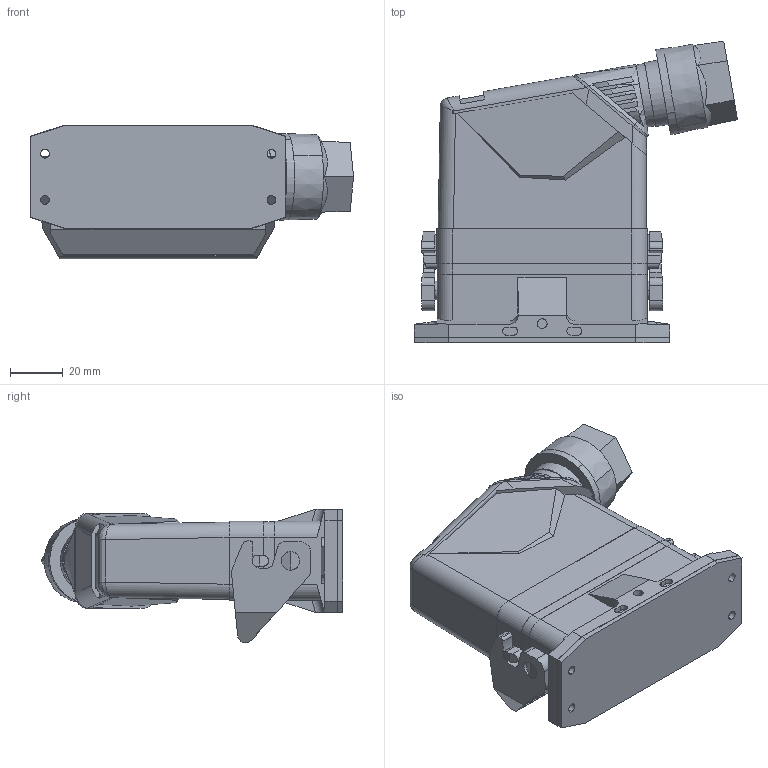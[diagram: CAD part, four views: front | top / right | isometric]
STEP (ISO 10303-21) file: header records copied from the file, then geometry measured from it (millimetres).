
FILE_DESCRIPTION(('SolidDesigner STEP Export'),'2;1');
FILE_NAME('1411358_HC_EVO_A16UT_BWS_HH_M25_PLRBK-select.stp','2014-10-22T10:47:36',(''),(''),'Creo Elements/Direct Modeling STEP processor for AP214 (Solid Model)','Creo Elements/Direct Modeling 18.1B 29-Sep-2012 (C) Parametric Technology GmbH','');
FILE_SCHEMA(('AUTOMOTIVE_DESIGN { 1 0 10303 214 1 1 1 1 }'));
Length unit declared in the file: millimetre
Products named in the file (2): 1411358_HC_EVO_A16UT_BWS_HH_M25_PLRBK-select
Assembly tree (1 placements, depth 2):
  1411358_HC_EVO_A16UT_BWS_HH_M25_PLRBK-select
    1411358_HC_EVO_A16UT_BWS_HH_M25_PLRBK-select
Bounding box: 122.66 x 114.5 x 50.72 mm (x, y, z)
Volume: 276454.2 mm3; surface area: 40481.1 mm2
Topology: 1 solids, 1 shells, 312 faces, 894 edges, 594 vertices
Faces by surface type: plane 186, cylinder 103, bspline 15, cone 8
Entity records: 15519 total; most frequent: CARTESIAN_POINT 5038, ORIENTED_EDGE 1788, DIRECTION 1492, EDGE_CURVE 894, VERTEX_POINT 594, VECTOR 514, LINE 514, AXIS2_PLACEMENT_3D 489
